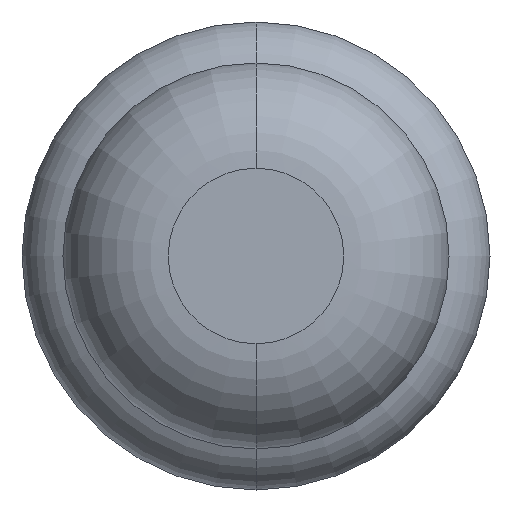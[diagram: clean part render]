
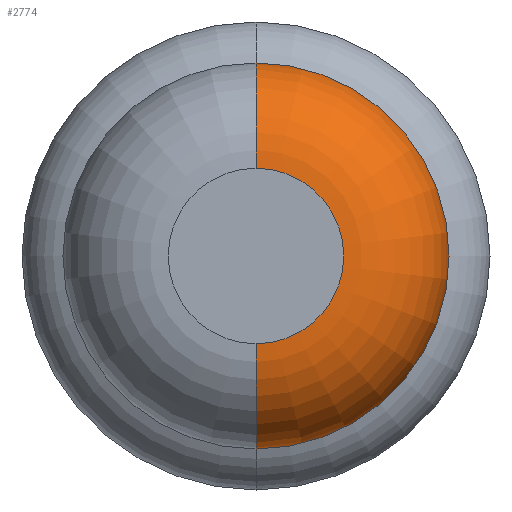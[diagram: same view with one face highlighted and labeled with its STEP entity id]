
A CAD part, front view. The second image highlights one B-rep face of the part: STEP entity #2774.
In plain terms, the highlighted toroidal (fillet/blend) face has major radius 0.375 mm and minor radius 0.45 mm.
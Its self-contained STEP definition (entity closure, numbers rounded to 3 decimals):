
#63 = ORIENTED_EDGE ( 'NONE', *, *, #2394, .T. ) ;
#172 = CIRCLE ( 'NONE', #1316, 0.375 ) ;
#182 = ORIENTED_EDGE ( 'NONE', *, *, #2251, .F. ) ;
#254 = VERTEX_POINT ( 'NONE', #2887 ) ;
#500 = AXIS2_PLACEMENT_3D ( 'NONE', #2672, #2411, #2686 ) ;
#541 = TOROIDAL_SURFACE ( 'NONE', #2987, 0.375, 0.45 ) ;
#625 = DIRECTION ( 'NONE',  ( 0., 1., 0. ) ) ;
#635 = VERTEX_POINT ( 'NONE', #2143 ) ;
#659 = FACE_OUTER_BOUND ( 'NONE', #1337, .T. ) ;
#813 = VERTEX_POINT ( 'NONE', #3318 ) ;
#1172 = VERTEX_POINT ( 'NONE', #3611 ) ;
#1186 = CARTESIAN_POINT ( 'NONE',  ( 0., -29.95, 0. ) ) ;
#1193 = DIRECTION ( 'NONE',  ( -1., 0., 0. ) ) ;
#1316 = AXIS2_PLACEMENT_3D ( 'NONE', #3308, #1877, #3052 ) ;
#1328 = CARTESIAN_POINT ( 'NONE',  ( 0., -29.95, 0. ) ) ;
#1337 = EDGE_LOOP ( 'NONE', ( #3395, #63, #1608, #182 ) ) ;
#1608 = ORIENTED_EDGE ( 'NONE', *, *, #2297, .F. ) ;
#1610 = CIRCLE ( 'NONE', #2720, 0.45 ) ;
#1877 = DIRECTION ( 'NONE',  ( 0., 1., 0. ) ) ;
#2143 = CARTESIAN_POINT ( 'NONE',  ( 0., -30.4, 0.375 ) ) ;
#2228 = AXIS2_PLACEMENT_3D ( 'NONE', #1186, #625, #2902 ) ;
#2251 = EDGE_CURVE ( 'NONE', #635, #254, #1610, .T. ) ;
#2297 = EDGE_CURVE ( 'Defeature ausgef�hrt1_7+Defeature ausgef�hrt1_6+Defeature ausgef�hrt1_6+Defeature ausgef�hrt1_6', #254, #813, #3398, .T. ) ;
#2314 = CARTESIAN_POINT ( 'NONE',  ( 0., -29.95, 0.375 ) ) ;
#2342 = DIRECTION ( 'NONE',  ( 0., 0., 1. ) ) ;
#2394 = EDGE_CURVE ( 'NONE', #1172, #813, #2675, .T. ) ;
#2411 = DIRECTION ( 'NONE',  ( 1., 0., 0. ) ) ;
#2482 = EDGE_CURVE ( 'Defeature ausgef�hrt1_6+Defeature ausgef�hrt1_5+Defeature ausgef�hrt1_5+Defeature ausgef�hrt1_5', #635, #1172, #172, .T. ) ;
#2672 = CARTESIAN_POINT ( 'NONE',  ( 0., -29.95, -0.375 ) ) ;
#2675 = CIRCLE ( 'NONE', #500, 0.45 ) ;
#2686 = DIRECTION ( 'NONE',  ( 0., 0., -1. ) ) ;
#2720 = AXIS2_PLACEMENT_3D ( 'NONE', #2314, #1193, #2342 ) ;
#2774 = ADVANCED_FACE ( 'Defeature ausgef�hrt1_6', ( #659 ), #541, .T. ) ;
#2779 = DIRECTION ( 'NONE',  ( 0., 1., 0. ) ) ;
#2887 = CARTESIAN_POINT ( 'NONE',  ( 0., -29.95, 0.825 ) ) ;
#2902 = DIRECTION ( 'NONE',  ( 0., 0., 1. ) ) ;
#2987 = AXIS2_PLACEMENT_3D ( 'NONE', #1328, #2779, #3599 ) ;
#3052 = DIRECTION ( 'NONE',  ( 0., 0., 1. ) ) ;
#3308 = CARTESIAN_POINT ( 'NONE',  ( 0., -30.4, 0. ) ) ;
#3318 = CARTESIAN_POINT ( 'NONE',  ( 0., -29.95, -0.825 ) ) ;
#3395 = ORIENTED_EDGE ( 'NONE', *, *, #2482, .T. ) ;
#3398 = CIRCLE ( 'NONE', #2228, 0.825 ) ;
#3599 = DIRECTION ( 'NONE',  ( 0., 0., 1. ) ) ;
#3611 = CARTESIAN_POINT ( 'NONE',  ( 0., -30.4, -0.375 ) ) ;
